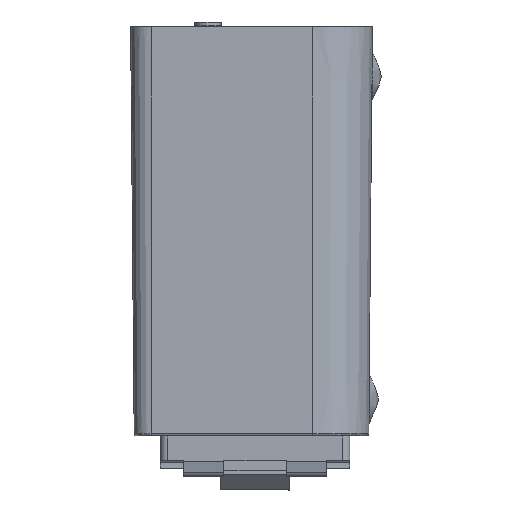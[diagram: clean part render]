
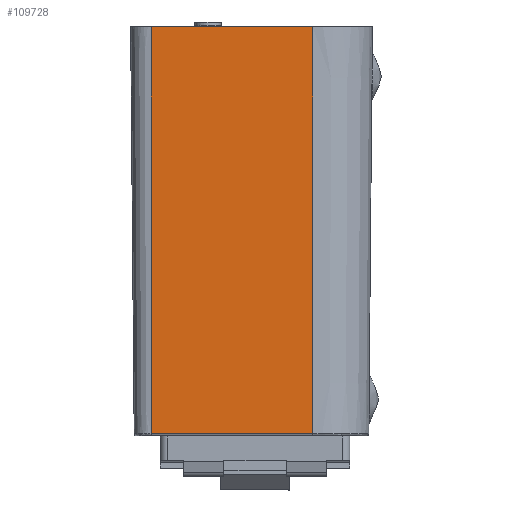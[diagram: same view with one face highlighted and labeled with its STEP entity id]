
A CAD part, left-side view. The second image highlights one B-rep face of the part: STEP entity #109728.
In plain terms, the highlighted face is planar.
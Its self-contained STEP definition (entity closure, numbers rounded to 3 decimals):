
#2659 = CARTESIAN_POINT ( 'NONE',  ( 116.23, 24., 83.7 ) ) ;
#2813 = ORIENTED_EDGE ( 'NONE', *, *, #25813, .T. ) ;
#3036 = VERTEX_POINT ( 'NONE', #38204 ) ;
#3360 = ORIENTED_EDGE ( 'NONE', *, *, #8906, .F. ) ;
#8906 = EDGE_CURVE ( 'NONE', #64399, #67743, #113028, .T. ) ;
#10094 = LINE ( 'NONE', #30632, #87407 ) ;
#11473 = AXIS2_PLACEMENT_3D ( 'NONE', #113182, #94982, #95753 ) ;
#12224 = VERTEX_POINT ( 'NONE', #109684 ) ;
#13010 = FACE_OUTER_BOUND ( 'NONE', #92860, .T. ) ;
#19751 = VECTOR ( 'NONE', #65562, 1000. ) ;
#21209 = DIRECTION ( 'NONE',  ( 0., 1., 0. ) ) ;
#21948 = PLANE ( 'NONE',  #11473 ) ;
#23802 = ORIENTED_EDGE ( 'NONE', *, *, #85663, .F. ) ;
#24280 = DIRECTION ( 'NONE',  ( -0.009, 0., -1. ) ) ;
#25250 = CARTESIAN_POINT ( 'NONE',  ( 115.504, 3.5, 0.496 ) ) ;
#25813 = EDGE_CURVE ( 'NONE', #64399, #3036, #10094, .T. ) ;
#29720 = VECTOR ( 'NONE', #24280, 1000. ) ;
#30632 = CARTESIAN_POINT ( 'NONE',  ( 115.504, 1.1, 0.496 ) ) ;
#38204 = CARTESIAN_POINT ( 'NONE',  ( 115.504, 36.5, 0.496 ) ) ;
#50582 = CARTESIAN_POINT ( 'NONE',  ( 115.867, 36.5, 42.098 ) ) ;
#64399 = VERTEX_POINT ( 'NONE', #25250 ) ;
#65562 = DIRECTION ( 'NONE',  ( 0., 1., 0. ) ) ;
#67743 = VERTEX_POINT ( 'NONE', #79310 ) ;
#77278 = LINE ( 'NONE', #2659, #19751 ) ;
#79310 = CARTESIAN_POINT ( 'NONE',  ( 116.23, 3.5, 83.7 ) ) ;
#85663 = EDGE_CURVE ( 'NONE', #12224, #3036, #97337, .T. ) ;
#87407 = VECTOR ( 'NONE', #21209, 1000. ) ;
#92857 = ORIENTED_EDGE ( 'NONE', *, *, #101064, .F. ) ;
#92860 = EDGE_LOOP ( 'NONE', ( #3360, #2813, #23802, #92857 ) ) ;
#94982 = DIRECTION ( 'NONE',  ( 1., 0., -0.009 ) ) ;
#95753 = DIRECTION ( 'NONE',  ( -0.009, 0., -1. ) ) ;
#97337 = LINE ( 'NONE', #50582, #29720 ) ;
#99365 = CARTESIAN_POINT ( 'NONE',  ( 116.23, 3.5, 83.7 ) ) ;
#101064 = EDGE_CURVE ( 'NONE', #67743, #12224, #77278, .T. ) ;
#108079 = CARTESIAN_POINT ( 'NONE',  ( 115.504, 3.5, 0.496 ) ) ;
#109684 = CARTESIAN_POINT ( 'NONE',  ( 116.23, 36.5, 83.7 ) ) ;
#109728 = ADVANCED_FACE ( 'NONE', ( #13010 ), #21948, .T. ) ;
#113028 = B_SPLINE_CURVE_WITH_KNOTS ( 'NONE', 1,
 ( #108079, #99365 ),
 .UNSPECIFIED., .F., .F.,
 ( 2, 2 ),
 ( 0., 1. ),
 .UNSPECIFIED. ) ;
#113182 = CARTESIAN_POINT ( 'NONE',  ( 115.5, 1.1, 0. ) ) ;
